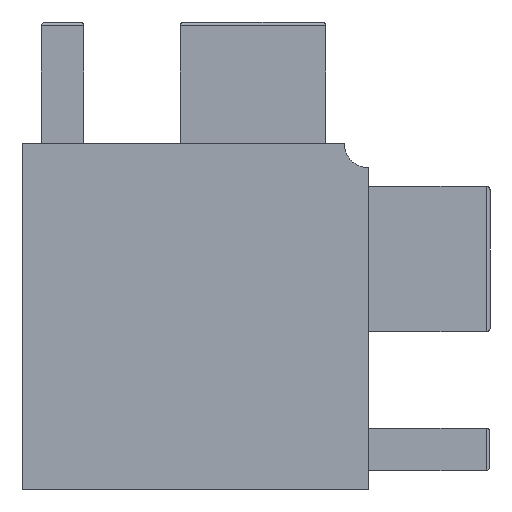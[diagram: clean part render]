
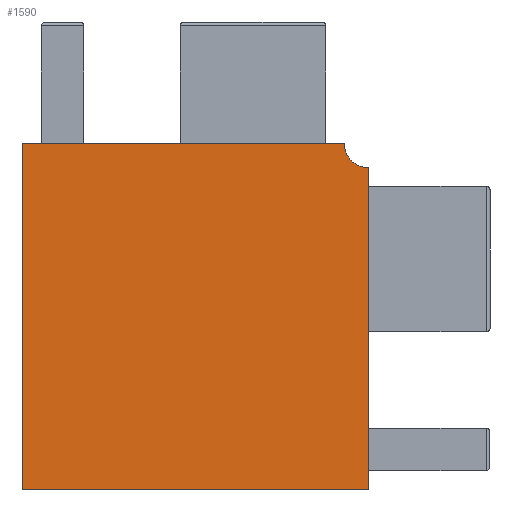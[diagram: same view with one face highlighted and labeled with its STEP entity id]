
A CAD part, front view. The second image highlights one B-rep face of the part: STEP entity #1590.
In plain terms, the highlighted planar face has unit normal (0, -1, 0).
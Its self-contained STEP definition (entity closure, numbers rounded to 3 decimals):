
#4 = VERTEX_POINT ( 'NONE', #974 ) ;
#43 = AXIS2_PLACEMENT_3D ( 'NONE', #2522, #495, #1889 ) ;
#48 = ORIENTED_EDGE ( 'NONE', *, *, #1132, .F. ) ;
#63 = VECTOR ( 'NONE', #1055, 1000. ) ;
#80 = VERTEX_POINT ( 'NONE', #304 ) ;
#180 = VERTEX_POINT ( 'NONE', #664 ) ;
#208 = DIRECTION ( 'NONE',  ( 0., 0., -1. ) ) ;
#241 = LINE ( 'NONE', #2282, #63 ) ;
#304 = CARTESIAN_POINT ( 'NONE',  ( 28.5, -36.75, 0. ) ) ;
#352 = EDGE_LOOP ( 'NONE', ( #2436, #1812, #48, #2100, #806 ) ) ;
#495 = DIRECTION ( 'NONE',  ( 0., -1., 0. ) ) ;
#534 = VECTOR ( 'NONE', #2573, 1000. ) ;
#536 = LINE ( 'NONE', #1579, #654 ) ;
#562 = FACE_OUTER_BOUND ( 'NONE', #352, .T. ) ;
#571 = DIRECTION ( 'NONE',  ( 0., 1., 0. ) ) ;
#591 = EDGE_CURVE ( 'NONE', #1190, #1417, #241, .T. ) ;
#654 = VECTOR ( 'NONE', #704, 1000. ) ;
#664 = CARTESIAN_POINT ( 'NONE',  ( 28.5, -36.75, 26.5 ) ) ;
#704 = DIRECTION ( 'NONE',  ( -1., 0., 0. ) ) ;
#727 = CIRCLE ( 'NONE', #43, 2. ) ;
#806 = ORIENTED_EDGE ( 'NONE', *, *, #2245, .F. ) ;
#841 = CARTESIAN_POINT ( 'NONE',  ( 0., -36.75, 0. ) ) ;
#974 = CARTESIAN_POINT ( 'NONE',  ( 0., -36.75, 0. ) ) ;
#1055 = DIRECTION ( 'NONE',  ( 1., 0., 0. ) ) ;
#1112 = EDGE_CURVE ( 'NONE', #80, #4, #536, .T. ) ;
#1132 = EDGE_CURVE ( 'NONE', #4, #1190, #1164, .T. ) ;
#1164 = LINE ( 'NONE', #1758, #534 ) ;
#1186 = DIRECTION ( 'NONE',  ( 0., 0., 1. ) ) ;
#1190 = VERTEX_POINT ( 'NONE', #1806 ) ;
#1248 = LINE ( 'NONE', #2025, #2553 ) ;
#1268 = CARTESIAN_POINT ( 'NONE',  ( 26.5, -36.75, 28.5 ) ) ;
#1417 = VERTEX_POINT ( 'NONE', #1268 ) ;
#1579 = CARTESIAN_POINT ( 'NONE',  ( 0., -36.75, 0. ) ) ;
#1590 = ADVANCED_FACE ( 'NONE', ( #562 ), #1994, .F. ) ;
#1758 = CARTESIAN_POINT ( 'NONE',  ( 0., -36.75, 0. ) ) ;
#1806 = CARTESIAN_POINT ( 'NONE',  ( 0., -36.75, 28.5 ) ) ;
#1812 = ORIENTED_EDGE ( 'NONE', *, *, #591, .F. ) ;
#1889 = DIRECTION ( 'NONE',  ( 0., 0., 1. ) ) ;
#1994 = PLANE ( 'NONE',  #2295 ) ;
#2025 = CARTESIAN_POINT ( 'NONE',  ( 28.5, -36.75, 0. ) ) ;
#2032 = EDGE_CURVE ( 'NONE', #1417, #180, #727, .T. ) ;
#2100 = ORIENTED_EDGE ( 'NONE', *, *, #1112, .F. ) ;
#2245 = EDGE_CURVE ( 'NONE', #180, #80, #1248, .T. ) ;
#2282 = CARTESIAN_POINT ( 'NONE',  ( 0., -36.75, 28.5 ) ) ;
#2295 = AXIS2_PLACEMENT_3D ( 'NONE', #841, #571, #1186 ) ;
#2436 = ORIENTED_EDGE ( 'NONE', *, *, #2032, .F. ) ;
#2522 = CARTESIAN_POINT ( 'NONE',  ( 28.5, -36.75, 28.5 ) ) ;
#2553 = VECTOR ( 'NONE', #208, 1000. ) ;
#2573 = DIRECTION ( 'NONE',  ( 0., 0., 1. ) ) ;
